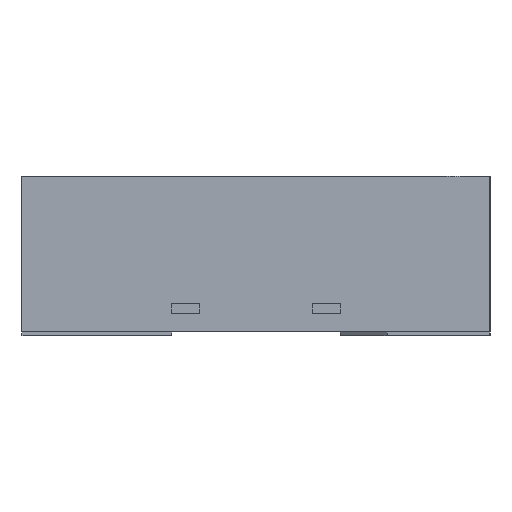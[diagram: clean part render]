
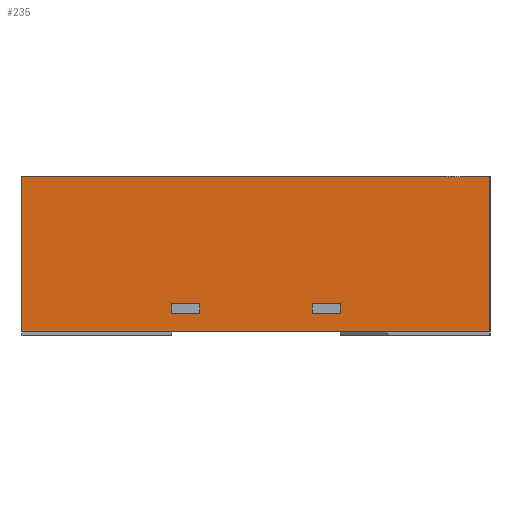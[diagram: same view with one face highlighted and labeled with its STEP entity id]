
A CAD part, left-side view. The second image highlights one B-rep face of the part: STEP entity #235.
In plain terms, the highlighted planar face has unit normal (-1, 0, 0).
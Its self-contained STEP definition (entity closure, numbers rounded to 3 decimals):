
#178 = VERTEX_POINT('',#179);
#179 = CARTESIAN_POINT('',(0.818,3.775,-4.468
    ));
#185 = EDGE_CURVE('',#186,#178,#188,.T.);
#186 = VERTEX_POINT('',#187);
#187 = CARTESIAN_POINT('',(0.818,6.275,-4.468
    ));
#188 = LINE('',#189,#190);
#189 = CARTESIAN_POINT('',(0.818,6.275,-4.468
    ));
#190 = VECTOR('',#191,1.);
#191 = DIRECTION('',(0.,-1.,0.));
#235 = ADVANCED_FACE('',(#236,#270,#295),#329,.F.);
#236 = FACE_BOUND('',#237,.T.);
#237 = EDGE_LOOP('',(#238,#248,#256,#264));
#238 = ORIENTED_EDGE('',*,*,#239,.T.);
#239 = EDGE_CURVE('',#240,#242,#244,.T.);
#240 = VERTEX_POINT('',#241);
#241 = CARTESIAN_POINT('',(0.818,5.475,-4.318
    ));
#242 = VERTEX_POINT('',#243);
#243 = CARTESIAN_POINT('',(0.818,5.325,-4.318
    ));
#244 = LINE('',#245,#246);
#245 = CARTESIAN_POINT('',(0.818,5.475,-4.318
    ));
#246 = VECTOR('',#247,1.);
#247 = DIRECTION('',(0.,-1.,0.));
#248 = ORIENTED_EDGE('',*,*,#249,.T.);
#249 = EDGE_CURVE('',#242,#250,#252,.T.);
#250 = VERTEX_POINT('',#251);
#251 = CARTESIAN_POINT('',(0.818,5.325,-4.368
    ));
#252 = LINE('',#253,#254);
#253 = CARTESIAN_POINT('',(0.818,5.325,-4.318
    ));
#254 = VECTOR('',#255,1.);
#255 = DIRECTION('',(0.,0.,-1.));
#256 = ORIENTED_EDGE('',*,*,#257,.T.);
#257 = EDGE_CURVE('',#250,#258,#260,.T.);
#258 = VERTEX_POINT('',#259);
#259 = CARTESIAN_POINT('',(0.818,5.475,-4.368
    ));
#260 = LINE('',#261,#262);
#261 = CARTESIAN_POINT('',(0.818,5.475,-4.368
    ));
#262 = VECTOR('',#263,1.);
#263 = DIRECTION('',(0.,1.,0.));
#264 = ORIENTED_EDGE('',*,*,#265,.T.);
#265 = EDGE_CURVE('',#258,#240,#266,.T.);
#266 = LINE('',#267,#268);
#267 = CARTESIAN_POINT('',(0.818,5.475,-4.318
    ));
#268 = VECTOR('',#269,1.);
#269 = DIRECTION('',(0.,0.,1.));
#270 = FACE_BOUND('',#271,.T.);
#271 = EDGE_LOOP('',(#272,#273,#281,#289));
#272 = ORIENTED_EDGE('',*,*,#185,.T.);
#273 = ORIENTED_EDGE('',*,*,#274,.F.);
#274 = EDGE_CURVE('',#275,#178,#277,.T.);
#275 = VERTEX_POINT('',#276);
#276 = CARTESIAN_POINT('',(0.818,3.775,-3.638
    ));
#277 = LINE('',#278,#279);
#278 = CARTESIAN_POINT('',(0.818,3.775,-3.638
    ));
#279 = VECTOR('',#280,1.);
#280 = DIRECTION('',(0.,0.,-1.));
#281 = ORIENTED_EDGE('',*,*,#282,.F.);
#282 = EDGE_CURVE('',#283,#275,#285,.T.);
#283 = VERTEX_POINT('',#284);
#284 = CARTESIAN_POINT('',(0.818,6.275,-3.638
    ));
#285 = LINE('',#286,#287);
#286 = CARTESIAN_POINT('',(0.818,6.275,-3.638
    ));
#287 = VECTOR('',#288,1.);
#288 = DIRECTION('',(0.,-1.,0.));
#289 = ORIENTED_EDGE('',*,*,#290,.T.);
#290 = EDGE_CURVE('',#283,#186,#291,.T.);
#291 = LINE('',#292,#293);
#292 = CARTESIAN_POINT('',(0.818,6.275,-3.638
    ));
#293 = VECTOR('',#294,1.);
#294 = DIRECTION('',(0.,0.,-1.));
#295 = FACE_BOUND('',#296,.T.);
#296 = EDGE_LOOP('',(#297,#307,#315,#323));
#297 = ORIENTED_EDGE('',*,*,#298,.T.);
#298 = EDGE_CURVE('',#299,#301,#303,.T.);
#299 = VERTEX_POINT('',#300);
#300 = CARTESIAN_POINT('',(0.818,4.575,-4.318
    ));
#301 = VERTEX_POINT('',#302);
#302 = CARTESIAN_POINT('',(0.818,4.575,-4.368
    ));
#303 = LINE('',#304,#305);
#304 = CARTESIAN_POINT('',(0.818,4.575,-4.318
    ));
#305 = VECTOR('',#306,1.);
#306 = DIRECTION('',(0.,0.,-1.));
#307 = ORIENTED_EDGE('',*,*,#308,.T.);
#308 = EDGE_CURVE('',#301,#309,#311,.T.);
#309 = VERTEX_POINT('',#310);
#310 = CARTESIAN_POINT('',(0.818,4.725,-4.368
    ));
#311 = LINE('',#312,#313);
#312 = CARTESIAN_POINT('',(0.818,4.575,-4.368
    ));
#313 = VECTOR('',#314,1.);
#314 = DIRECTION('',(0.,1.,0.));
#315 = ORIENTED_EDGE('',*,*,#316,.T.);
#316 = EDGE_CURVE('',#309,#317,#319,.T.);
#317 = VERTEX_POINT('',#318);
#318 = CARTESIAN_POINT('',(0.818,4.725,-4.318
    ));
#319 = LINE('',#320,#321);
#320 = CARTESIAN_POINT('',(0.818,4.725,-4.318
    ));
#321 = VECTOR('',#322,1.);
#322 = DIRECTION('',(0.,0.,1.));
#323 = ORIENTED_EDGE('',*,*,#324,.T.);
#324 = EDGE_CURVE('',#317,#299,#325,.T.);
#325 = LINE('',#326,#327);
#326 = CARTESIAN_POINT('',(0.818,4.575,-4.318
    ));
#327 = VECTOR('',#328,1.);
#328 = DIRECTION('',(0.,-1.,0.));
#329 = PLANE('',#330);
#330 = AXIS2_PLACEMENT_3D('',#331,#332,#333);
#331 = CARTESIAN_POINT('',(0.818,6.275,-3.638
    ));
#332 = DIRECTION('',(1.,0.,0.));
#333 = DIRECTION('',(0.,1.,0.));
